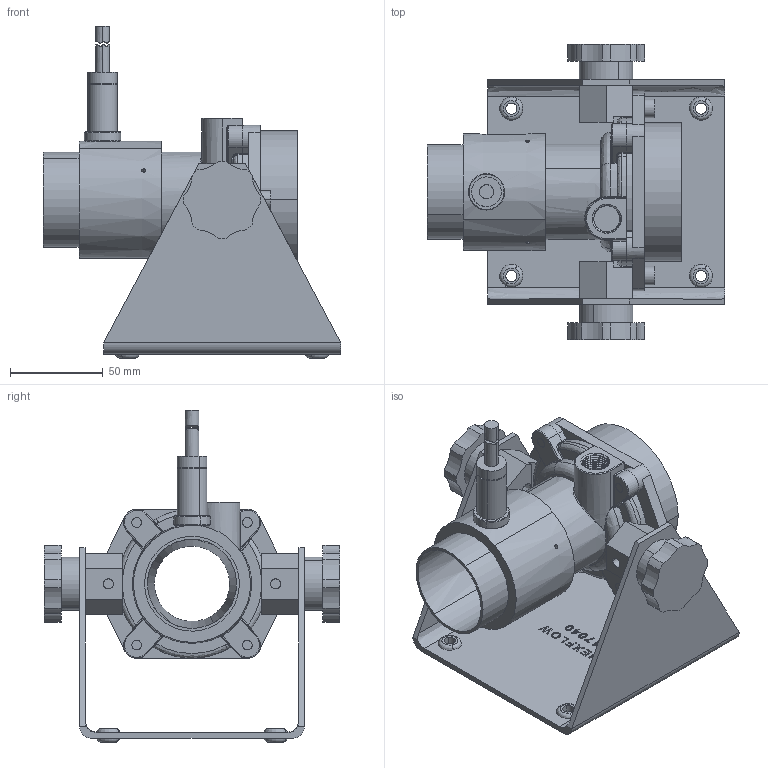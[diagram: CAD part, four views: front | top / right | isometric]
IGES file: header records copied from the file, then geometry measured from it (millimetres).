
Start section: START RECORD GO HERE.
Global section: file name: Ion Blaster Beam.igs; native system: DASSAULT SYSTEMES CATIA V5 R20 - www.3ds.com; preprocessor: CATIA Version 5 Release 20 ; author: DESIGNENG; organization: DESIGNENG; date: 20150516.125553; units: millimetre
Bounding box: 159.95 x 159 x 178.6 mm (x, y, z)
Volume: 357767.2 mm3; surface area: 161635.2 mm2
Topology: 24 solids, 24 shells, 1131 faces, 2975 edges, 1950 vertices
Faces by surface type: plane 483, revolution 318, extrusion 248, bspline 82
